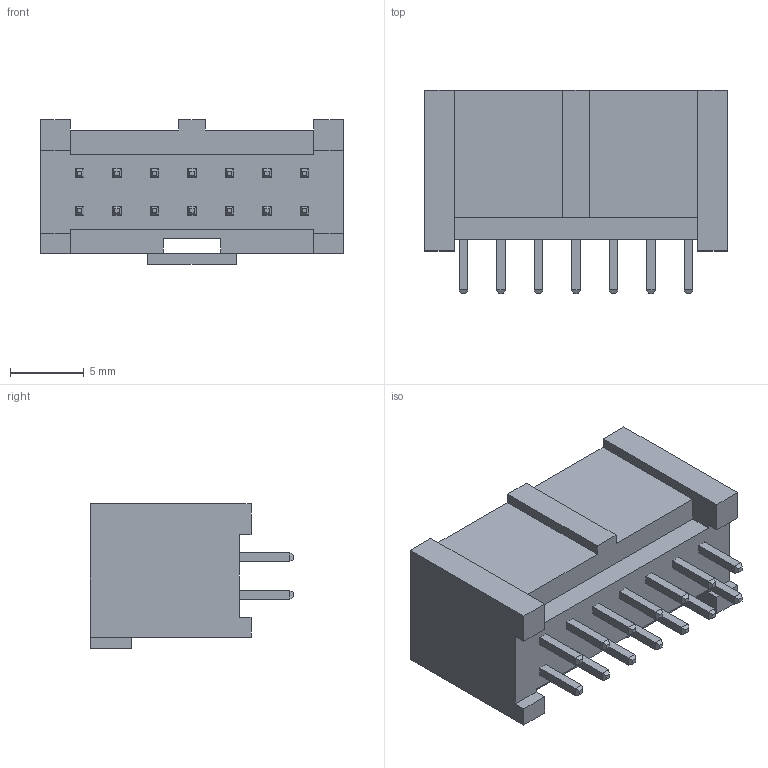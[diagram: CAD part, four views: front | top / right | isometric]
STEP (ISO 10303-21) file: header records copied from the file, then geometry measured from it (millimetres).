
FILE_DESCRIPTION(('STEP AP214'), '1');
FILE_NAME('ﾑﾍﾏ394-14ﾂﾏ21(3)-2', '2019-09-11T13:41:23', ('UNSPECIFIED'), ('UNSPECIFIED'), 'ASCON STEP Converter 1.3', 'ASCON Math Kernel', '');
FILE_SCHEMA(('AUTOMOTIVE_DESIGN { 1 0 10303 214 3 1 1}'));
Length unit declared in the file: millimetre
Products named in the file (3): ﾑﾍﾏ394-14ﾂﾏ21(3)-2; 030-16øòûðü; 084-04èçîëÿòîð
Assembly tree (15 placements, depth 2):
  ﾑﾍﾏ394-14ﾂﾏ21(3)-2
    030-16øòûðü  x14
    084-04èçîëÿòîð
Bounding box: 20.5 x 13.8 x 9.8 mm (x, y, z)
Volume: 867 mm3; surface area: 1845.8 mm2
Topology: 15 solids, 15 shells, 305 faces, 708 edges, 432 vertices
Faces by surface type: plane 305
Entity records: 5371 total; most frequent: CARTESIAN_POINT 707, ORIENTED_EDGE 688, DIRECTION 622, EDGE_CURVE 344, LINE 344, VECTOR 344, VERTEX_POINT 224, FACE_BOUND 152
